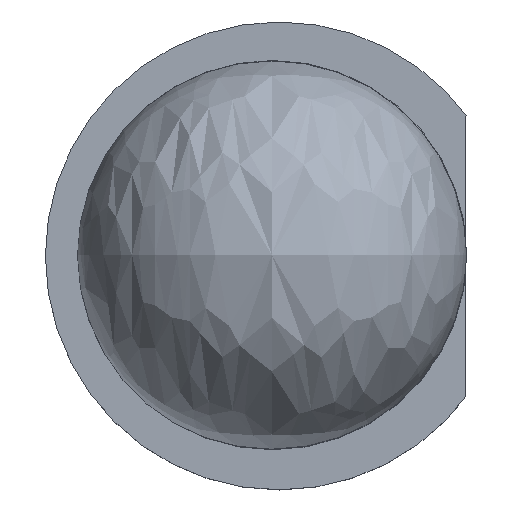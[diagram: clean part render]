
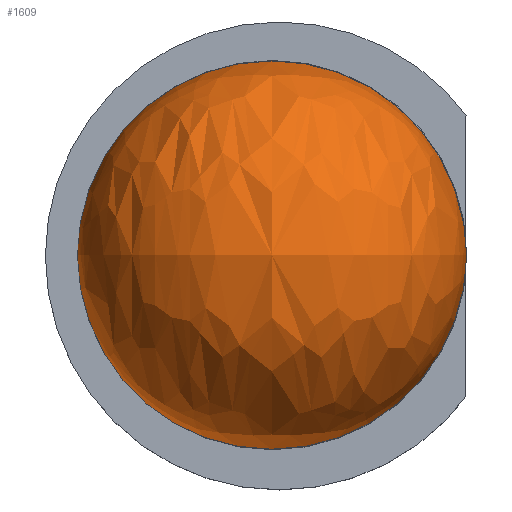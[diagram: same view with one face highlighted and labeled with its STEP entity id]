
A CAD part, top view. The second image highlights one B-rep face of the part: STEP entity #1609.
In plain terms, the highlighted free-form (B-spline) face has degree [3, 3] with [4, 4] control points.
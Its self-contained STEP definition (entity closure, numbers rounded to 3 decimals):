
#142 =( BOUNDED_SURFACE ( )  B_SPLINE_SURFACE ( 3, 3, ( 
 ( #216, #213, #212, #211 ),
 ( #215, #214, #208, #207 ),
 ( #221, #220, #219, #206 ),
 ( #205, #204, #203, #202 ) ),
 .UNSPECIFIED., .F., .F., .T. ) 
 B_SPLINE_SURFACE_WITH_KNOTS ( ( 4, 4 ),
 ( 4, 4 ),
 ( 0., 1. ),
 ( 0., 1. ),
 .UNSPECIFIED. ) 
 GEOMETRIC_REPRESENTATION_ITEM ( )  RATIONAL_B_SPLINE_SURFACE ( (
 ( 1., 0.333, 0.333, 1.),
 ( 0.333, 0.111, 0.111, 0.333),
 ( 0.333, 0.111, 0.111, 0.333),
 ( 1., 0.333, 0.333, 1.) ) ) 
 REPRESENTATION_ITEM ( '' )  SURFACE ( )  );
#202 = CARTESIAN_POINT ( 'NONE',  ( -2.5, 0., 0. ) ) ;
#203 = CARTESIAN_POINT ( 'NONE',  ( -2.5, 0., 0. ) ) ;
#204 = CARTESIAN_POINT ( 'NONE',  ( -2.5, 0., 0. ) ) ;
#205 = CARTESIAN_POINT ( 'NONE',  ( -2.5, 0., 0. ) ) ;
#206 = CARTESIAN_POINT ( 'NONE',  ( -2.5, -5., 0. ) ) ;
#207 = CARTESIAN_POINT ( 'NONE',  ( 2.5, -5., 0. ) ) ;
#208 = CARTESIAN_POINT ( 'NONE',  ( 2.5, -5., 10. ) ) ;
#211 = CARTESIAN_POINT ( 'NONE',  ( 2.5, 0., 0. ) ) ;
#212 = CARTESIAN_POINT ( 'NONE',  ( 2.5, 0., 0. ) ) ;
#213 = CARTESIAN_POINT ( 'NONE',  ( 2.5, 0., 0. ) ) ;
#214 = CARTESIAN_POINT ( 'NONE',  ( 2.5, 5., 10. ) ) ;
#215 = CARTESIAN_POINT ( 'NONE',  ( 2.5, 5., 0. ) ) ;
#216 = CARTESIAN_POINT ( 'NONE',  ( 2.5, 0., 0. ) ) ;
#219 = CARTESIAN_POINT ( 'NONE',  ( -2.5, -5., 10. ) ) ;
#220 = CARTESIAN_POINT ( 'NONE',  ( -2.5, 5., 10. ) ) ;
#221 = CARTESIAN_POINT ( 'NONE',  ( -2.5, 5., 0. ) ) ;
#1556 = EDGE_CURVE ( 'NONE', #1558, #1562, #3496, .T. ) ;
#1557 = EDGE_LOOP ( 'NONE', ( #1616, #1610 ) ) ;
#1558 = VERTEX_POINT ( 'NONE', #3486 ) ;
#1562 = VERTEX_POINT ( 'NONE', #3655 ) ;
#1566 = EDGE_CURVE ( 'NONE', #1558, #1562, #3626, .T. ) ;
#1609 = ADVANCED_FACE ( 'NONE', ( #3142 ), #142, .T. ) ;
#1610 = ORIENTED_EDGE ( 'NONE', *, *, #1556, .T. ) ;
#1616 = ORIENTED_EDGE ( 'NONE', *, *, #1566, .F. ) ;
#3142 = FACE_OUTER_BOUND ( 'NONE', #1557, .T. ) ;
#3483 = DIRECTION ( 'NONE',  ( 1., 0., 0. ) ) ;
#3484 = CARTESIAN_POINT ( 'NONE',  ( 0., 0., 0. ) ) ;
#3486 = CARTESIAN_POINT ( 'NONE',  ( 2.5, 0., 0. ) ) ;
#3490 = AXIS2_PLACEMENT_3D ( 'NONE', #3484, #3505, #3483 ) ;
#3496 = CIRCLE ( 'NONE', #3490, 2.5 ) ;
#3505 = DIRECTION ( 'NONE',  ( 0., 0., 1. ) ) ;
#3620 = DIRECTION ( 'NONE',  ( 1., 0., 0. ) ) ;
#3626 = CIRCLE ( 'NONE', #3660, 2.5 ) ;
#3627 = CARTESIAN_POINT ( 'NONE',  ( 0., 0., 0. ) ) ;
#3655 = CARTESIAN_POINT ( 'NONE',  ( -2.5, 0., 0. ) ) ;
#3656 = DIRECTION ( 'NONE',  ( 0., 0., -1. ) ) ;
#3660 = AXIS2_PLACEMENT_3D ( 'NONE', #3627, #3656, #3620 ) ;
